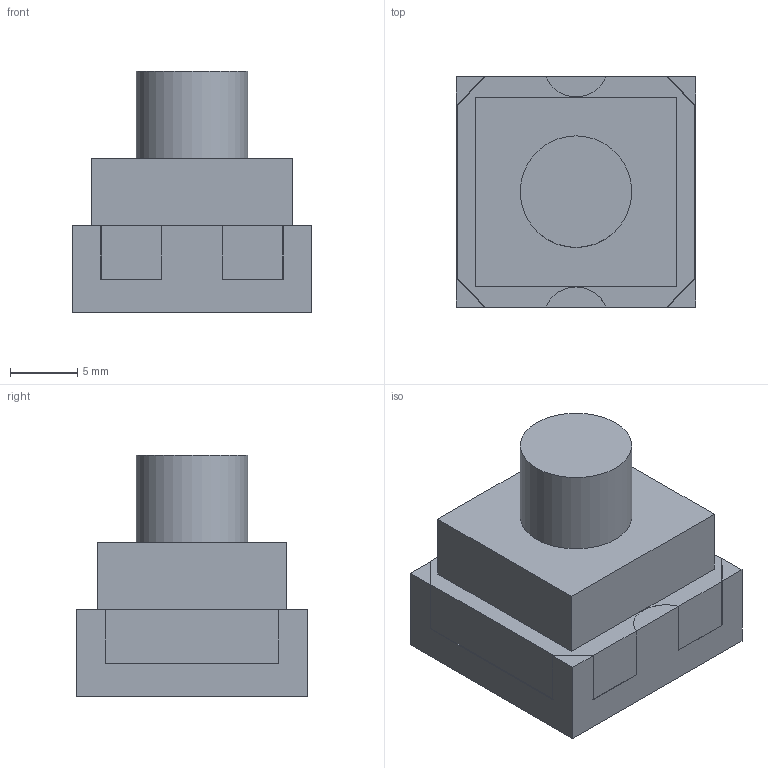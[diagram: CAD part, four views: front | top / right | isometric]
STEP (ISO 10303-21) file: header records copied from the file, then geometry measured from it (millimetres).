
FILE_DESCRIPTION(('FreeCAD Model'),'2;1');
FILE_NAME('Open CASCADE Shape Model','2025-01-16T01:28:45',('Author'),( ''),'Open CASCADE STEP processor 7.8','FreeCAD','Unknown');
FILE_SCHEMA(('AUTOMOTIVE_DESIGN { 1 0 10303 214 1 1 1 1 }'));
Length unit declared in the file: millimetre
Products named in the file (3): niz_switch; Part; Socket
Assembly tree (2 placements, depth 2):
  niz_switch
    Part
    Socket
Bounding box: 17.8 x 17.15 x 18 mm (x, y, z)
Volume: 3308.6 mm3; surface area: 2296.1 mm2
Topology: 2 solids, 2 shells, 51 faces, 135 edges, 90 vertices
Faces by surface type: plane 42, cylinder 9
Full cylindrical faces by diameter (mm): 8.3 x1
Entity records: 1637 total; most frequent: CARTESIAN_POINT 279, ORIENTED_EDGE 270, DIRECTION 261, EDGE_CURVE 135, LINE 117, VECTOR 117, VERTEX_POINT 90, AXIS2_PLACEMENT_3D 72
